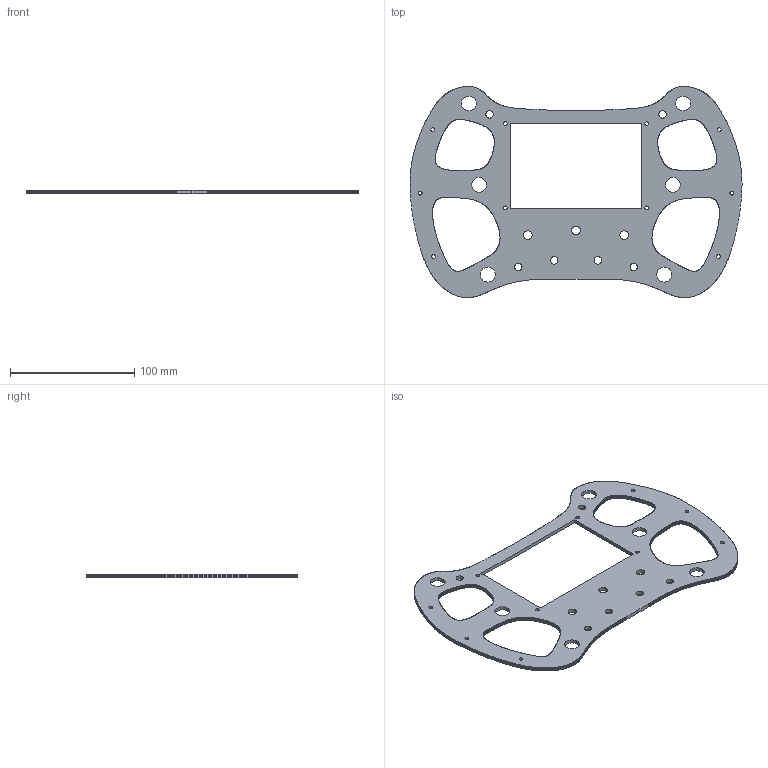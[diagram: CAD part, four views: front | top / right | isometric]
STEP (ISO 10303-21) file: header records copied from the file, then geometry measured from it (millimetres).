
FILE_DESCRIPTION(('CATIA V5 STEP Exchange'),'2;1');
FILE_NAME('F1-FRONT.stp','2020-11-10T15:48:38+00:00',('none'),('none'),'CATIA Version 5 Release 21 GA (IN-10)','CATIA V5 STEP AP203','none');
FILE_SCHEMA(('CONFIG_CONTROL_DESIGN'));
Products named in the file (1): Part1
Bounding box: 266.93 x 170.01 x 3 mm (x, y, z)
Volume: 63780.3 mm3; surface area: 49362.2 mm2
Topology: 1 solids, 1 shells, 3549 faces, 10641 edges, 7094 vertices
Faces by surface type: plane 3499, cylinder 50
Entity records: 115272 total; most frequent: ORIENTED_EDGE 21282, CARTESIAN_POINT 20892, DIRECTION 16953, EDGE_CURVE 10641, VECTOR 10541, LINE 10541, VERTEX_POINT 7094, EDGE_LOOP 3609
